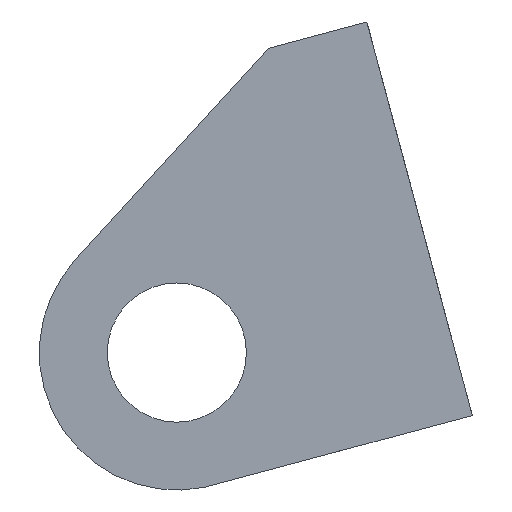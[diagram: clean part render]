
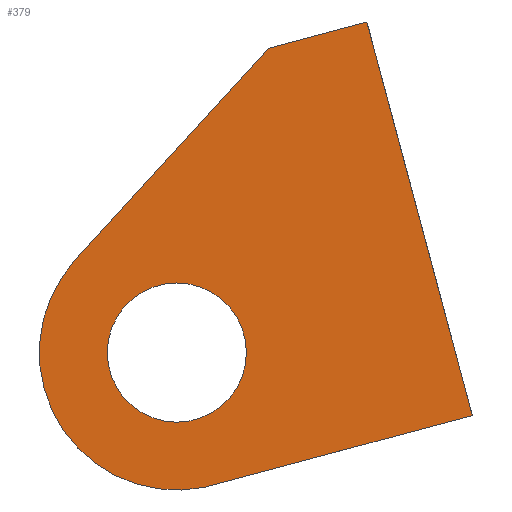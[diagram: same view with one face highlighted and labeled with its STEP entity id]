
A CAD part, front view. The second image highlights one B-rep face of the part: STEP entity #379.
In plain terms, the highlighted planar face has unit normal (0, -1, 0).
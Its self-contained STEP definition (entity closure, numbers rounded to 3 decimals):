
#22=FACE_BOUND('',#75,.T.);
#33=PLANE('',#426);
#51=FACE_OUTER_BOUND('',#74,.T.);
#74=EDGE_LOOP('',(#313,#314,#315,#316,#317));
#75=EDGE_LOOP('',(#318));
#101=LINE('',#601,#136);
#111=LINE('',#628,#146);
#112=LINE('',#631,#147);
#113=LINE('',#632,#148);
#136=VECTOR('',#487,10.);
#146=VECTOR('',#515,10.);
#147=VECTOR('',#518,10.);
#148=VECTOR('',#519,10.);
#167=CIRCLE('',#422,2.05);
#168=CIRCLE('',#424,4.05);
#189=VERTEX_POINT('',#598);
#190=VERTEX_POINT('',#600);
#196=VERTEX_POINT('',#618);
#197=VERTEX_POINT('',#622);
#198=VERTEX_POINT('',#624);
#199=VERTEX_POINT('',#630);
#228=EDGE_CURVE('',#190,#189,#101,.T.);
#237=EDGE_CURVE('',#196,#196,#167,.T.);
#240=EDGE_CURVE('',#198,#197,#168,.T.);
#242=EDGE_CURVE('',#189,#198,#111,.T.);
#243=EDGE_CURVE('',#199,#190,#112,.T.);
#244=EDGE_CURVE('',#197,#199,#113,.T.);
#313=ORIENTED_EDGE('',*,*,#243,.T.);
#314=ORIENTED_EDGE('',*,*,#228,.T.);
#315=ORIENTED_EDGE('',*,*,#242,.T.);
#316=ORIENTED_EDGE('',*,*,#240,.T.);
#317=ORIENTED_EDGE('',*,*,#244,.T.);
#318=ORIENTED_EDGE('',*,*,#237,.T.);
#379=ADVANCED_FACE('',(#51,#22),#33,.F.);
#422=AXIS2_PLACEMENT_3D('',#619,#504,#505);
#424=AXIS2_PLACEMENT_3D('',#625,#510,#511);
#426=AXIS2_PLACEMENT_3D('',#629,#516,#517);
#487=DIRECTION('',(-0.966,0.,-0.259));
#504=DIRECTION('center_axis',(0.,1.,0.));
#505=DIRECTION('ref_axis',(1.,0.,0.));
#510=DIRECTION('center_axis',(0.,-1.,0.));
#511=DIRECTION('ref_axis',(1.,0.,0.));
#515=DIRECTION('',(-0.674,0.,-0.738));
#516=DIRECTION('center_axis',(0.,1.,0.));
#517=DIRECTION('ref_axis',(1.,0.,0.));
#518=DIRECTION('',(-0.259,0.,0.966));
#519=DIRECTION('',(0.966,0.,0.259));
#598=CARTESIAN_POINT('',(-10.98,-9.,19.118));
#600=CARTESIAN_POINT('',(-8.082,-9.,19.895));
#601=CARTESIAN_POINT('',(-8.082,-9.,19.895));
#618=CARTESIAN_POINT('',(-15.73,-9.,10.157));
#619=CARTESIAN_POINT('Origin',(-13.68,-9.,10.157));
#622=CARTESIAN_POINT('',(-12.866,-9.,6.189));
#624=CARTESIAN_POINT('',(-16.67,-9.,12.888));
#625=CARTESIAN_POINT('Origin',(-13.68,-9.,10.157));
#628=CARTESIAN_POINT('',(-10.98,-9.,19.118));
#629=CARTESIAN_POINT('Origin',(-11.353,-9.,13.001));
#630=CARTESIAN_POINT('',(-4.976,-9.,8.304));
#631=CARTESIAN_POINT('',(-4.976,-9.,8.304));
#632=CARTESIAN_POINT('',(-12.866,-9.,6.189));
